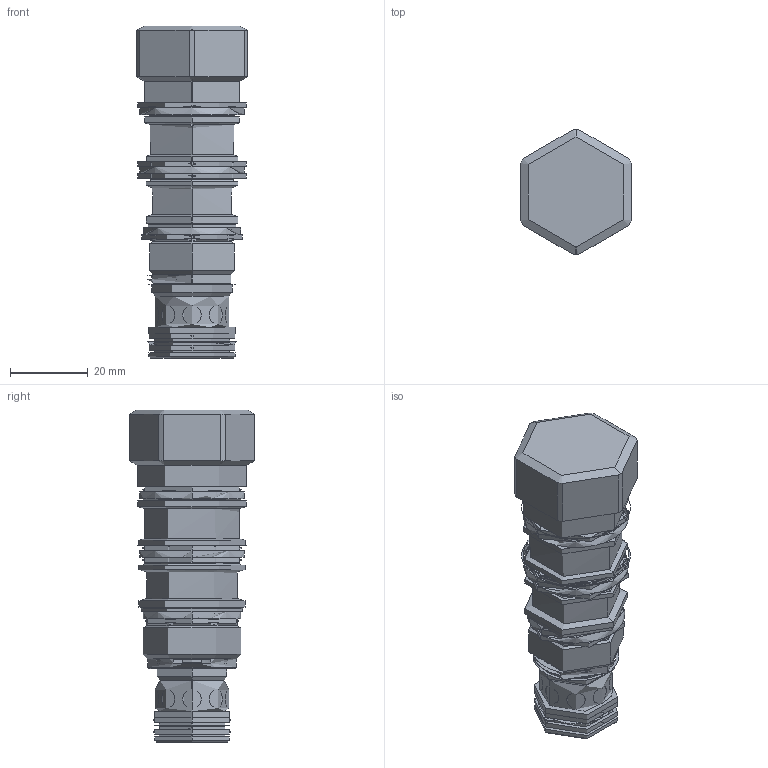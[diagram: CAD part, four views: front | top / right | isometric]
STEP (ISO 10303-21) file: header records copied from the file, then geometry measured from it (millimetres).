
FILE_DESCRIPTION((''),'2;1');
FILE_NAME('DKFRXHN_SW','2022-03-29T11:26:08',('SigMax'),('Sun Hydraulics LLC'),'CREO PARAMETRIC BY PTC INC, 2021072','CREO PARAMETRIC BY PTC INC, 2021072','');
FILE_SCHEMA(('AUTOMOTIVE_DESIGN { 1 0 10303 214 1 1 1 1 }'));
Length unit declared in the file: inch
Products named in the file (1): DKFRXHN_SW
Bounding box: 28.57 x 32.21 x 85.57 mm (x, y, z)
Topology: 0 solids, 0 shells, 231 faces, 1070 edges, 1046 vertices
Faces by surface type: cylinder 113, plane 36, cone 34, torus 34, revolution 14
Entity records: 21107 total; most frequent: CARTESIAN_POINT 9467, DIRECTION 1894, TRIMMED_CURVE 1180, DEFINITIONAL_REPRESENTATION 1024, PCURVE 1024, COMPOSITE_CURVE_SEGMENT 1024, VECTOR 914, LINE 914
